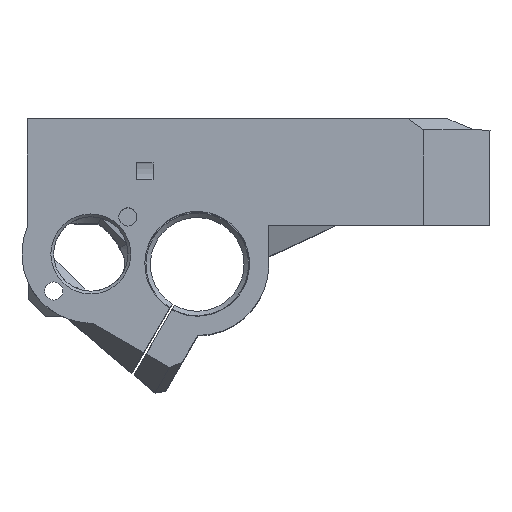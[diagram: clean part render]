
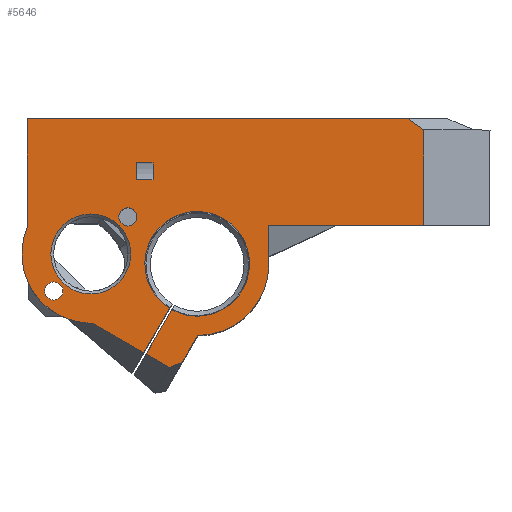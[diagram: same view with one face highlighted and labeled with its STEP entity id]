
A CAD part, top view. The second image highlights one B-rep face of the part: STEP entity #5646.
In plain terms, the highlighted face is planar.
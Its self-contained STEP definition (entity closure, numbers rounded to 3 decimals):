
#114=FACE_BOUND('',#604,.T.);
#115=FACE_BOUND('',#605,.T.);
#116=FACE_BOUND('',#606,.T.);
#117=FACE_BOUND('',#607,.T.);
#150=CIRCLE('',#5985,12.5);
#151=CIRCLE('',#5986,10.6);
#152=CIRCLE('',#5987,9.5);
#153=CIRCLE('',#5988,13.);
#154=CIRCLE('',#5989,7.25);
#155=CIRCLE('',#5990,1.65);
#156=CIRCLE('',#5991,1.65);
#287=FACE_OUTER_BOUND('',#603,.T.);
#603=EDGE_LOOP('',(#3885,#3886,#3887,#3888,#3889,#3890,#3891,#3892,#3893,
#3894,#3895,#3896,#3897,#3898,#3899,#3900,#3901,#3902,#3903));
#604=EDGE_LOOP('',(#3904,#3905,#3906,#3907));
#605=EDGE_LOOP('',(#3908));
#606=EDGE_LOOP('',(#3909));
#607=EDGE_LOOP('',(#3910));
#939=LINE('',#7997,#1637);
#977=LINE('',#8075,#1675);
#982=LINE('',#8084,#1680);
#1032=LINE('',#8189,#1730);
#1033=LINE('',#8193,#1731);
#1034=LINE('',#8195,#1732);
#1035=LINE('',#8197,#1733);
#1036=LINE('',#8201,#1734);
#1037=LINE('',#8203,#1735);
#1038=LINE('',#8207,#1736);
#1039=LINE('',#8209,#1737);
#1040=LINE('',#8211,#1738);
#1041=LINE('',#8215,#1739);
#1042=LINE('',#8217,#1740);
#1043=LINE('',#8219,#1741);
#1044=LINE('',#8221,#1742);
#1045=LINE('',#8225,#1743);
#1046=LINE('',#8227,#1744);
#1047=LINE('',#8228,#1745);
#1637=VECTOR('',#6441,10.);
#1675=VECTOR('',#6501,10.);
#1680=VECTOR('',#6508,10.);
#1730=VECTOR('',#6594,10.);
#1731=VECTOR('',#6597,10.);
#1732=VECTOR('',#6598,10.);
#1733=VECTOR('',#6599,10.);
#1734=VECTOR('',#6602,10.);
#1735=VECTOR('',#6603,10.);
#1736=VECTOR('',#6606,10.);
#1737=VECTOR('',#6607,10.);
#1738=VECTOR('',#6608,10.);
#1739=VECTOR('',#6611,10.);
#1740=VECTOR('',#6612,10.);
#1741=VECTOR('',#6613,10.);
#1742=VECTOR('',#6614,10.);
#1743=VECTOR('',#6617,10.);
#1744=VECTOR('',#6618,10.);
#1745=VECTOR('',#6619,10.);
#2322=VERTEX_POINT('',#7993);
#2324=VERTEX_POINT('',#7996);
#2353=VERTEX_POINT('',#8074);
#2356=VERTEX_POINT('',#8082);
#2394=VERTEX_POINT('',#8191);
#2395=VERTEX_POINT('',#8192);
#2396=VERTEX_POINT('',#8194);
#2397=VERTEX_POINT('',#8196);
#2398=VERTEX_POINT('',#8198);
#2399=VERTEX_POINT('',#8200);
#2400=VERTEX_POINT('',#8202);
#2401=VERTEX_POINT('',#8204);
#2402=VERTEX_POINT('',#8206);
#2403=VERTEX_POINT('',#8208);
#2404=VERTEX_POINT('',#8210);
#2405=VERTEX_POINT('',#8212);
#2406=VERTEX_POINT('',#8214);
#2407=VERTEX_POINT('',#8216);
#2408=VERTEX_POINT('',#8218);
#2409=VERTEX_POINT('',#8220);
#2410=VERTEX_POINT('',#8222);
#2411=VERTEX_POINT('',#8224);
#2412=VERTEX_POINT('',#8226);
#2413=VERTEX_POINT('',#8229);
#2414=VERTEX_POINT('',#8231);
#2415=VERTEX_POINT('',#8233);
#2872=EDGE_CURVE('',#2322,#2324,#939,.T.);
#2911=EDGE_CURVE('',#2353,#2324,#977,.T.);
#2916=EDGE_CURVE('',#2322,#2356,#982,.T.);
#2968=EDGE_CURVE('',#2356,#2353,#1032,.T.);
#2969=EDGE_CURVE('',#2394,#2395,#1033,.T.);
#2970=EDGE_CURVE('',#2396,#2394,#1034,.T.);
#2971=EDGE_CURVE('',#2396,#2397,#1035,.T.);
#2972=EDGE_CURVE('',#2397,#2398,#150,.T.);
#2973=EDGE_CURVE('',#2399,#2398,#1036,.T.);
#2974=EDGE_CURVE('',#2400,#2399,#1037,.T.);
#2975=EDGE_CURVE('',#2401,#2400,#151,.T.);
#2976=EDGE_CURVE('',#2401,#2402,#1038,.T.);
#2977=EDGE_CURVE('',#2402,#2403,#1039,.T.);
#2978=EDGE_CURVE('',#2404,#2403,#1040,.T.);
#2979=EDGE_CURVE('',#2404,#2405,#152,.T.);
#2980=EDGE_CURVE('',#2405,#2406,#1041,.T.);
#2981=EDGE_CURVE('',#2406,#2407,#1042,.T.);
#2982=EDGE_CURVE('',#2408,#2407,#1043,.T.);
#2983=EDGE_CURVE('',#2409,#2408,#1044,.T.);
#2984=EDGE_CURVE('',#2409,#2410,#153,.T.);
#2985=EDGE_CURVE('',#2411,#2410,#1045,.T.);
#2986=EDGE_CURVE('',#2411,#2412,#1046,.T.);
#2987=EDGE_CURVE('',#2412,#2395,#1047,.T.);
#2988=EDGE_CURVE('',#2413,#2413,#154,.T.);
#2989=EDGE_CURVE('',#2414,#2414,#155,.T.);
#2990=EDGE_CURVE('',#2415,#2415,#156,.T.);
#3885=ORIENTED_EDGE('',*,*,#2969,.F.);
#3886=ORIENTED_EDGE('',*,*,#2970,.F.);
#3887=ORIENTED_EDGE('',*,*,#2971,.T.);
#3888=ORIENTED_EDGE('',*,*,#2972,.T.);
#3889=ORIENTED_EDGE('',*,*,#2973,.F.);
#3890=ORIENTED_EDGE('',*,*,#2974,.F.);
#3891=ORIENTED_EDGE('',*,*,#2975,.F.);
#3892=ORIENTED_EDGE('',*,*,#2976,.T.);
#3893=ORIENTED_EDGE('',*,*,#2977,.T.);
#3894=ORIENTED_EDGE('',*,*,#2978,.F.);
#3895=ORIENTED_EDGE('',*,*,#2979,.T.);
#3896=ORIENTED_EDGE('',*,*,#2980,.T.);
#3897=ORIENTED_EDGE('',*,*,#2981,.T.);
#3898=ORIENTED_EDGE('',*,*,#2982,.F.);
#3899=ORIENTED_EDGE('',*,*,#2983,.F.);
#3900=ORIENTED_EDGE('',*,*,#2984,.T.);
#3901=ORIENTED_EDGE('',*,*,#2985,.F.);
#3902=ORIENTED_EDGE('',*,*,#2986,.T.);
#3903=ORIENTED_EDGE('',*,*,#2987,.T.);
#3904=ORIENTED_EDGE('',*,*,#2916,.T.);
#3905=ORIENTED_EDGE('',*,*,#2968,.T.);
#3906=ORIENTED_EDGE('',*,*,#2911,.T.);
#3907=ORIENTED_EDGE('',*,*,#2872,.F.);
#3908=ORIENTED_EDGE('',*,*,#2988,.T.);
#3909=ORIENTED_EDGE('',*,*,#2989,.F.);
#3910=ORIENTED_EDGE('',*,*,#2990,.F.);
#5378=PLANE('',#5984);
#5646=ADVANCED_FACE('',(#287,#114,#115,#116,#117),#5378,.F.);
#5984=AXIS2_PLACEMENT_3D('',#8190,#6595,#6596);
#5985=AXIS2_PLACEMENT_3D('',#8199,#6600,#6601);
#5986=AXIS2_PLACEMENT_3D('',#8205,#6604,#6605);
#5987=AXIS2_PLACEMENT_3D('',#8213,#6609,#6610);
#5988=AXIS2_PLACEMENT_3D('',#8223,#6615,#6616);
#5989=AXIS2_PLACEMENT_3D('',#8230,#6620,#6621);
#5990=AXIS2_PLACEMENT_3D('',#8232,#6622,#6623);
#5991=AXIS2_PLACEMENT_3D('',#8234,#6624,#6625);
#6441=DIRECTION('',(0.,0.,-1.));
#6501=DIRECTION('',(1.,0.,0.));
#6508=DIRECTION('',(-1.,0.,0.));
#6594=DIRECTION('',(0.,0.,-1.));
#6595=DIRECTION('center_axis',(0.,-1.,0.));
#6596=DIRECTION('ref_axis',(-1.,0.,0.));
#6597=DIRECTION('',(-0.816,0.,-0.577));
#6598=DIRECTION('',(-1.,0.,0.));
#6599=DIRECTION('',(0.,0.,-1.));
#6600=DIRECTION('center_axis',(0.,1.,0.));
#6601=DIRECTION('ref_axis',(0.898,0.,0.44));
#6602=DIRECTION('',(0.765,0.,0.644));
#6603=DIRECTION('',(0.965,0.,0.261));
#6604=DIRECTION('center_axis',(0.,-1.,0.));
#6605=DIRECTION('ref_axis',(-0.024,0.,-1.));
#6606=DIRECTION('',(-0.502,0.,0.865));
#6607=DIRECTION('',(-0.865,0.,-0.502));
#6608=DIRECTION('',(0.502,0.,-0.865));
#6609=DIRECTION('center_axis',(0.,-1.,0.));
#6610=DIRECTION('ref_axis',(-1.,0.,0.));
#6611=DIRECTION('',(0.502,0.,-0.865));
#6612=DIRECTION('',(-0.865,0.,-0.502));
#6613=DIRECTION('',(0.921,0.,-0.39));
#6614=DIRECTION('',(0.502,0.,-0.865));
#6615=DIRECTION('center_axis',(0.,1.,0.));
#6616=DIRECTION('ref_axis',(-1.,0.,0.));
#6617=DIRECTION('',(0.,0.,-1.));
#6618=DIRECTION('',(-1.,0.,0.));
#6619=DIRECTION('',(0.,0.,1.));
#6620=DIRECTION('center_axis',(0.,-1.,0.));
#6621=DIRECTION('ref_axis',(0.,0.,1.));
#6622=DIRECTION('center_axis',(0.,1.,0.));
#6623=DIRECTION('ref_axis',(0.,0.,1.));
#6624=DIRECTION('center_axis',(0.,1.,0.));
#6625=DIRECTION('ref_axis',(0.,0.,1.));
#7993=CARTESIAN_POINT('',(61.335,226.91,358.29));
#7996=CARTESIAN_POINT('',(61.335,226.91,355.29));
#7997=CARTESIAN_POINT('',(61.335,226.91,360.54));
#8074=CARTESIAN_POINT('',(58.335,226.91,355.29));
#8075=CARTESIAN_POINT('',(50.09,226.91,355.29));
#8082=CARTESIAN_POINT('',(58.335,226.91,358.29));
#8084=CARTESIAN_POINT('',(50.09,226.91,358.29));
#8189=CARTESIAN_POINT('',(58.335,226.91,360.54));
#8190=CARTESIAN_POINT('Origin',(41.845,226.91,364.29));
#8191=CARTESIAN_POINT('',(12.073,226.91,366.29));
#8192=CARTESIAN_POINT('',(9.244,226.91,364.29));
#8193=CARTESIAN_POINT('',(21.851,226.91,373.204));
#8194=CARTESIAN_POINT('',(81.135,226.91,366.29));
#8195=CARTESIAN_POINT('',(38.185,226.91,366.29));
#8196=CARTESIAN_POINT('',(81.135,226.91,346.63));
#8197=CARTESIAN_POINT('',(81.135,226.91,366.29));
#8198=CARTESIAN_POINT('',(73.849,226.91,330.031));
#8199=CARTESIAN_POINT('Origin',(69.61,226.91,341.79));
#8200=CARTESIAN_POINT('',(73.846,226.91,330.028));
#8201=CARTESIAN_POINT('',(69.811,226.91,326.628));
#8202=CARTESIAN_POINT('',(72.295,226.91,329.609));
#8203=CARTESIAN_POINT('',(62.359,226.91,326.925));
#8204=CARTESIAN_POINT('',(69.279,226.91,329.245));
#8205=CARTESIAN_POINT('Origin',(69.53,226.91,339.842));
#8206=CARTESIAN_POINT('',(69.278,226.91,329.247));
#8207=CARTESIAN_POINT('',(57.576,226.91,349.418));
#8208=CARTESIAN_POINT('',(60.023,226.91,323.878));
#8209=CARTESIAN_POINT('',(59.009,226.91,323.29));
#8210=CARTESIAN_POINT('',(55.348,226.91,331.936));
#8211=CARTESIAN_POINT('',(42.464,226.91,354.145));
#8212=CARTESIAN_POINT('',(54.917,226.91,331.682));
#8213=CARTESIAN_POINT('Origin',(50.32,226.91,339.996));
#8214=CARTESIAN_POINT('',(59.59,226.91,323.627));
#8215=CARTESIAN_POINT('',(48.849,226.91,342.142));
#8216=CARTESIAN_POINT('',(55.352,226.91,321.168));
#8217=CARTESIAN_POINT('',(59.009,226.91,323.29));
#8218=CARTESIAN_POINT('',(53.053,226.91,322.142));
#8219=CARTESIAN_POINT('',(43.738,226.91,326.087));
#8220=CARTESIAN_POINT('',(50.236,226.91,326.996));
#8221=CARTESIAN_POINT('',(41.82,226.91,341.504));
#8222=CARTESIAN_POINT('',(37.32,226.91,339.996));
#8223=CARTESIAN_POINT('Origin',(50.32,226.91,339.996));
#8224=CARTESIAN_POINT('',(37.32,226.91,346.99));
#8225=CARTESIAN_POINT('',(37.32,226.91,352.143));
#8226=CARTESIAN_POINT('',(9.244,226.91,346.99));
#8227=CARTESIAN_POINT('',(-2.784,226.91,346.99));
#8228=CARTESIAN_POINT('',(9.244,226.91,355.64));
#8229=CARTESIAN_POINT('',(69.61,226.91,334.54));
#8230=CARTESIAN_POINT('Origin',(69.61,226.91,341.79));
#8231=CARTESIAN_POINT('',(76.328,226.91,333.422));
#8232=CARTESIAN_POINT('Origin',(76.328,226.91,335.072));
#8233=CARTESIAN_POINT('',(62.892,226.91,346.858));
#8234=CARTESIAN_POINT('Origin',(62.892,226.91,348.508));
